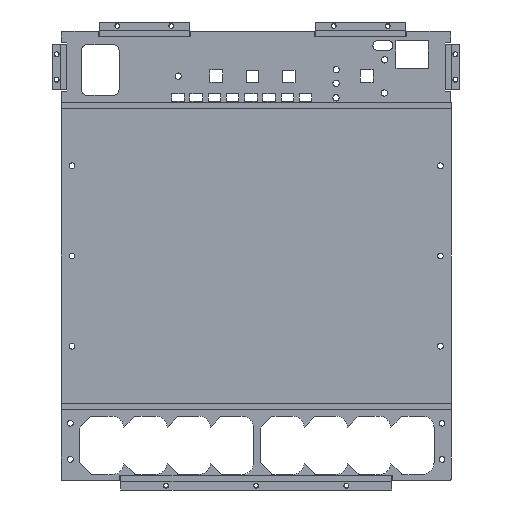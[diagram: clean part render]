
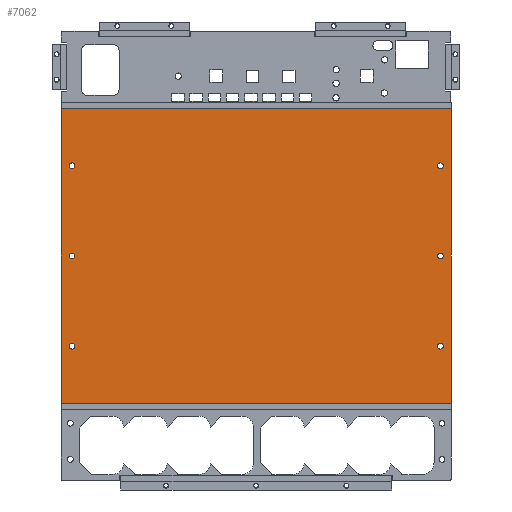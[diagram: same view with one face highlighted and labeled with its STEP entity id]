
A CAD part, front view. The second image highlights one B-rep face of the part: STEP entity #7062.
In plain terms, the highlighted planar face has unit normal (0, -1, 0).
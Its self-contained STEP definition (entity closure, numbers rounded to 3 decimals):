
#107=FACE_BOUND('',#1109,.T.);
#108=FACE_BOUND('',#1110,.T.);
#109=FACE_BOUND('',#1111,.T.);
#110=FACE_BOUND('',#1112,.T.);
#111=FACE_BOUND('',#1113,.T.);
#112=FACE_BOUND('',#1114,.T.);
#252=PLANE('',#7528);
#659=FACE_OUTER_BOUND('',#1108,.T.);
#1108=EDGE_LOOP('',(#6379,#6380,#6381,#6382));
#1109=EDGE_LOOP('',(#6383));
#1110=EDGE_LOOP('',(#6384));
#1111=EDGE_LOOP('',(#6385));
#1112=EDGE_LOOP('',(#6386));
#1113=EDGE_LOOP('',(#6387));
#1114=EDGE_LOOP('',(#6388));
#1304=CIRCLE('',#7364,1.6);
#1305=CIRCLE('',#7366,1.6);
#1306=CIRCLE('',#7367,1.6);
#1307=CIRCLE('',#7368,1.6);
#1308=CIRCLE('',#7369,1.6);
#1309=CIRCLE('',#7370,1.6);
#2149=LINE('',#21936,#2775);
#2157=LINE('',#21949,#2783);
#2161=LINE('',#21956,#2787);
#2172=LINE('',#21975,#2798);
#2775=VECTOR('',#8920,10.);
#2783=VECTOR('',#8934,10.);
#2787=VECTOR('',#8942,10.);
#2798=VECTOR('',#8963,10.);
#3473=VERTEX_POINT('',#17928);
#3483=VERTEX_POINT('',#18268);
#3484=VERTEX_POINT('',#18457);
#3485=VERTEX_POINT('',#18646);
#3486=VERTEX_POINT('',#18835);
#3487=VERTEX_POINT('',#19024);
#3504=VERTEX_POINT('',#21933);
#3505=VERTEX_POINT('',#21935);
#3507=VERTEX_POINT('',#21947);
#3508=VERTEX_POINT('',#21954);
#4254=EDGE_CURVE('',#3473,#3473,#1304,.T.);
#4266=EDGE_CURVE('',#3483,#3483,#1305,.T.);
#4268=EDGE_CURVE('',#3484,#3484,#1306,.T.);
#4270=EDGE_CURVE('',#3485,#3485,#1307,.T.);
#4272=EDGE_CURVE('',#3486,#3486,#1308,.T.);
#4274=EDGE_CURVE('',#3487,#3487,#1309,.T.);
#4488=EDGE_CURVE('',#3504,#3505,#2149,.T.);
#4496=EDGE_CURVE('',#3504,#3507,#2157,.T.);
#4500=EDGE_CURVE('',#3508,#3507,#2161,.T.);
#4511=EDGE_CURVE('',#3508,#3505,#2172,.T.);
#6379=ORIENTED_EDGE('',*,*,#4488,.F.);
#6380=ORIENTED_EDGE('',*,*,#4496,.T.);
#6381=ORIENTED_EDGE('',*,*,#4500,.F.);
#6382=ORIENTED_EDGE('',*,*,#4511,.T.);
#6383=ORIENTED_EDGE('',*,*,#4268,.T.);
#6384=ORIENTED_EDGE('',*,*,#4270,.T.);
#6385=ORIENTED_EDGE('',*,*,#4266,.T.);
#6386=ORIENTED_EDGE('',*,*,#4274,.T.);
#6387=ORIENTED_EDGE('',*,*,#4272,.T.);
#6388=ORIENTED_EDGE('',*,*,#4254,.T.);
#7062=ADVANCED_FACE('',(#659,#107,#108,#109,#110,#111,#112),#252,.T.);
#7364=AXIS2_PLACEMENT_3D('',#17940,#8425,#8426);
#7366=AXIS2_PLACEMENT_3D('',#18280,#8433,#8434);
#7367=AXIS2_PLACEMENT_3D('',#18469,#8435,#8436);
#7368=AXIS2_PLACEMENT_3D('',#18658,#8437,#8438);
#7369=AXIS2_PLACEMENT_3D('',#18847,#8439,#8440);
#7370=AXIS2_PLACEMENT_3D('',#19036,#8441,#8442);
#7528=AXIS2_PLACEMENT_3D('',#21974,#8961,#8962);
#8425=DIRECTION('center_axis',(0.,1.,0.));
#8426=DIRECTION('ref_axis',(-1.,0.,0.));
#8433=DIRECTION('center_axis',(0.,1.,0.));
#8434=DIRECTION('ref_axis',(-1.,0.,0.));
#8435=DIRECTION('center_axis',(0.,1.,0.));
#8436=DIRECTION('ref_axis',(-1.,0.,0.));
#8437=DIRECTION('center_axis',(0.,1.,0.));
#8438=DIRECTION('ref_axis',(-1.,0.,0.));
#8439=DIRECTION('center_axis',(0.,1.,0.));
#8440=DIRECTION('ref_axis',(-1.,0.,0.));
#8441=DIRECTION('center_axis',(0.,1.,0.));
#8442=DIRECTION('ref_axis',(-1.,0.,0.));
#8920=DIRECTION('',(-1.,0.,0.));
#8934=DIRECTION('',(0.,0.,1.));
#8942=DIRECTION('',(1.,0.,0.));
#8961=DIRECTION('center_axis',(0.,-1.,0.));
#8962=DIRECTION('ref_axis',(1.,0.,0.));
#8963=DIRECTION('',(0.,0.,-1.));
#17928=CARTESIAN_POINT('',(-103.443,41.4,-91.319));
#17940=CARTESIAN_POINT('Origin',(-105.043,41.4,-91.319));
#18268=CARTESIAN_POINT('',(-103.443,41.4,-41.319));
#18280=CARTESIAN_POINT('Origin',(-105.043,41.4,-41.319));
#18457=CARTESIAN_POINT('',(-103.443,41.4,8.681));
#18469=CARTESIAN_POINT('Origin',(-105.043,41.4,8.681));
#18646=CARTESIAN_POINT('',(100.664,41.4,-91.319));
#18658=CARTESIAN_POINT('Origin',(99.064,41.4,-91.319));
#18835=CARTESIAN_POINT('',(100.664,41.4,-41.319));
#18847=CARTESIAN_POINT('Origin',(99.064,41.4,-41.319));
#19024=CARTESIAN_POINT('',(100.664,41.4,8.681));
#19036=CARTESIAN_POINT('Origin',(99.064,41.4,8.681));
#21933=CARTESIAN_POINT('',(105.118,41.4,-122.926));
#21935=CARTESIAN_POINT('',(-111.096,41.4,-122.926));
#21936=CARTESIAN_POINT('',(-1.495,41.4,-122.926));
#21947=CARTESIAN_POINT('',(105.118,41.4,40.288));
#21949=CARTESIAN_POINT('',(105.118,41.4,40.681));
#21954=CARTESIAN_POINT('',(-111.096,41.4,40.288));
#21956=CARTESIAN_POINT('',(-1.495,41.4,40.288));
#21974=CARTESIAN_POINT('Origin',(-2.989,41.4,-41.319));
#21975=CARTESIAN_POINT('',(-111.096,41.4,-121.819));
